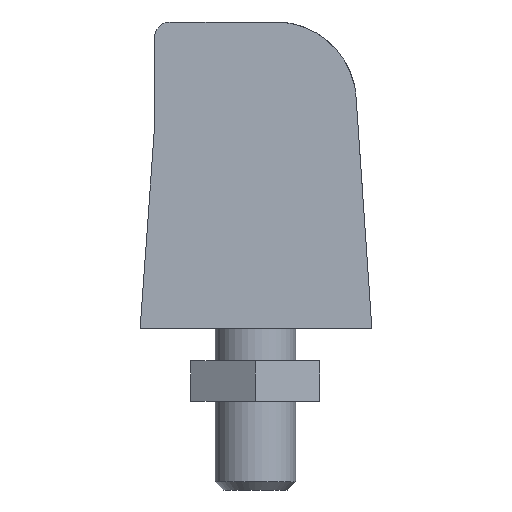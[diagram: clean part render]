
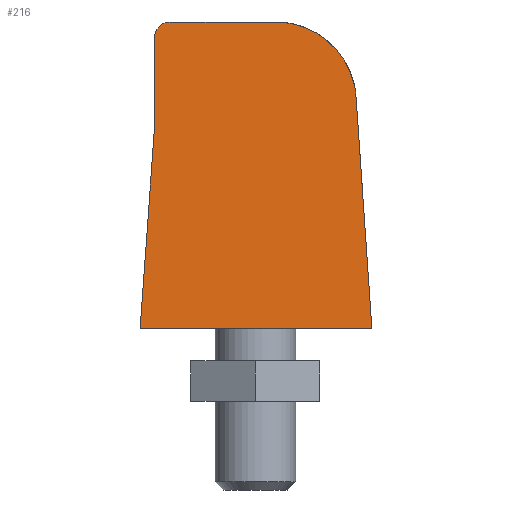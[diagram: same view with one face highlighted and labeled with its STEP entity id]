
A CAD part, left-side view. The second image highlights one B-rep face of the part: STEP entity #216.
In plain terms, the highlighted planar face has unit normal (-0.998, 0, 0.06).
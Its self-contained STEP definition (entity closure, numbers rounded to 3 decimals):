
#97=(
BOUNDED_CURVE()
B_SPLINE_CURVE(2,(#661,#662,#663),.UNSPECIFIED.,.F.,.F.)
B_SPLINE_CURVE_WITH_KNOTS((3,3),(0.,1.),.UNSPECIFIED.)
CURVE()
GEOMETRIC_REPRESENTATION_ITEM()
RATIONAL_B_SPLINE_CURVE((0.804,0.634,1.))
REPRESENTATION_ITEM('')
);
#99=(
BOUNDED_CURVE()
B_SPLINE_CURVE(2,(#696,#697,#698),.UNSPECIFIED.,.F.,.F.)
B_SPLINE_CURVE_WITH_KNOTS((3,3),(0.,1.),.UNSPECIFIED.)
CURVE()
GEOMETRIC_REPRESENTATION_ITEM()
RATIONAL_B_SPLINE_CURVE((0.79,0.65,1.))
REPRESENTATION_ITEM('')
);
#103=LINE('',#651,#140);
#108=LINE('',#669,#145);
#110=LINE('',#674,#147);
#114=LINE('',#724,#151);
#116=LINE('',#728,#153);
#140=VECTOR('',#546,1.);
#145=VECTOR('',#555,1.);
#147=VECTOR('',#559,1.);
#151=VECTOR('',#571,1.);
#153=VECTOR('',#575,1.);
#189=FACE_OUTER_BOUND('',#270,.T.);
#216=ADVANCED_FACE('F10',(#189),#236,.F.);
#236=PLANE('',#513);
#270=EDGE_LOOP('',(#336,#337,#338,#339,#340,#341,#342));
#336=ORIENTED_EDGE('',*,*,#463,.F.);
#337=ORIENTED_EDGE('',*,*,#458,.F.);
#338=ORIENTED_EDGE('',*,*,#442,.F.);
#339=ORIENTED_EDGE('',*,*,#446,.F.);
#340=ORIENTED_EDGE('',*,*,#449,.F.);
#341=ORIENTED_EDGE('',*,*,#451,.F.);
#342=ORIENTED_EDGE('',*,*,#465,.F.);
#404=VERTEX_POINT('',#650);
#405=VERTEX_POINT('',#652);
#407=VERTEX_POINT('',#660);
#409=VERTEX_POINT('',#668);
#411=VERTEX_POINT('',#673);
#416=VERTEX_POINT('',#699);
#418=VERTEX_POINT('',#725);
#442=EDGE_CURVE('E25',#404,#405,#103,.T.);
#446=EDGE_CURVE('E22',#407,#404,#97,.T.);
#449=EDGE_CURVE('E28',#409,#407,#108,.T.);
#451=EDGE_CURVE('E27',#411,#409,#110,.T.);
#458=EDGE_CURVE('E10',#405,#416,#99,.T.);
#463=EDGE_CURVE('E12',#416,#418,#114,.T.);
#465=EDGE_CURVE('E26',#418,#411,#116,.T.);
#513=AXIS2_PLACEMENT_3D('',#729,#576,#577);
#546=DIRECTION('',(0.,-1.,0.));
#555=DIRECTION('',(0.06,0.,0.998));
#559=DIRECTION('',(0.06,-0.071,0.996));
#571=DIRECTION('',(-0.06,-0.068,-0.996));
#575=DIRECTION('',(0.,1.,0.));
#576=DIRECTION('',(0.998,0.,-0.06));
#577=DIRECTION('',(0.06,0.,0.998));
#650=CARTESIAN_POINT('',(1176.137,-944.275,-16703.145));
#651=CARTESIAN_POINT('',(1176.137,-950.775,-16703.145));
#652=CARTESIAN_POINT('',(1176.137,-957.275,-16703.145));
#660=CARTESIAN_POINT('',(1176.016,-942.275,-16705.145));
#661=CARTESIAN_POINT('',(1176.016,-942.275,-16705.145));
#662=CARTESIAN_POINT('',(1176.137,-942.275,-16703.145));
#663=CARTESIAN_POINT('',(1176.137,-944.275,-16703.145));
#668=CARTESIAN_POINT('',(1175.362,-942.28,-16716.003));
#669=CARTESIAN_POINT('',(1175.689,-942.277,-16710.574));
#673=CARTESIAN_POINT('',(1173.848,-940.486,-16741.145));
#674=CARTESIAN_POINT('',(1174.605,-941.383,-16728.574));
#696=CARTESIAN_POINT('',(1176.137,-957.275,-16703.145));
#697=CARTESIAN_POINT('',(1176.137,-966.616,-16703.145));
#698=CARTESIAN_POINT('',(1175.576,-967.252,-16712.465));
#699=CARTESIAN_POINT('',(1175.576,-967.252,-16712.465));
#724=CARTESIAN_POINT('',(1174.712,-968.229,-16726.805));
#725=CARTESIAN_POINT('',(1173.848,-969.207,-16741.145));
#728=CARTESIAN_POINT('',(1173.848,-954.847,-16741.145));
#729=CARTESIAN_POINT('',(1171.137,-937.275,-16786.145));
